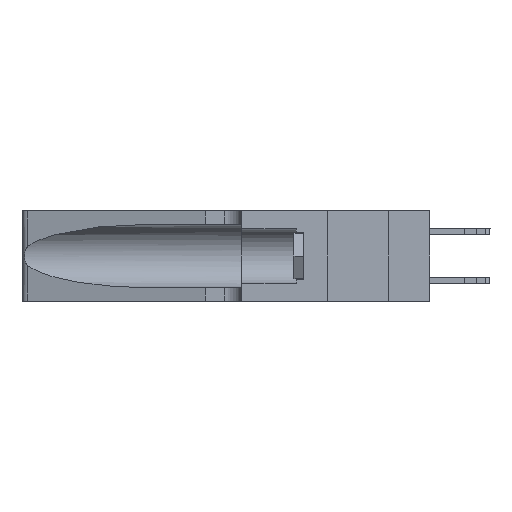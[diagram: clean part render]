
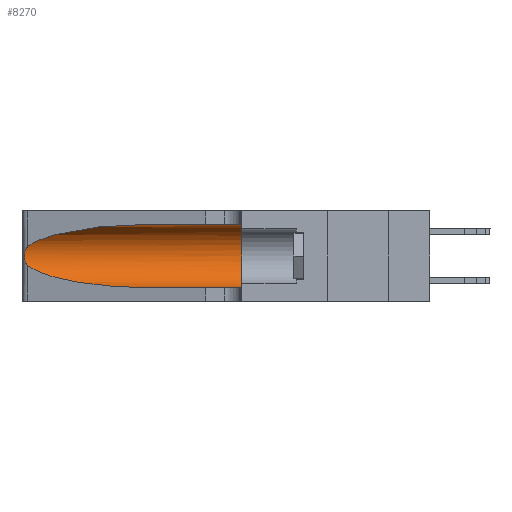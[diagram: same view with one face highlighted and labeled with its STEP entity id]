
A CAD part, left-side view. The second image highlights one B-rep face of the part: STEP entity #8270.
In plain terms, the highlighted cylindrical face has radius 3.308 mm (diameter 6.617 mm), a partial arc.
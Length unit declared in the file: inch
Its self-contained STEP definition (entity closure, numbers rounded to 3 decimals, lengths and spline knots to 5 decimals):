
#107 = EDGE_CURVE ( 'NONE', #9075, #10262, #815, .T. ) ;
#286 = CARTESIAN_POINT ( 'NONE',  ( 0.25487, 1.22718, 0.22369 ) ) ;
#434 = CYLINDRICAL_SURFACE ( 'NONE', #23202, 0.13025 ) ;
#815 = B_SPLINE_CURVE_WITH_KNOTS ( 'NONE', 3,
 ( #12259, #16362, #16276, #10577, #6434, #12431, #22074, #18433, #4629, #4543, #838, #20344, #10405, #2472 ),
 .UNSPECIFIED., .F., .F.,
 ( 4, 2, 2, 2, 2, 2, 4 ),
 ( 0., 0.00027, 0.00053, 0.00107, 0.0016, 0.00187, 0.00214 ),
 .UNSPECIFIED. ) ;
#838 = CARTESIAN_POINT ( 'NONE',  ( 0.25789, 1.23486, 0.15765 ) ) ;
#874 = ORIENTED_EDGE ( 'NONE', *, *, #13178, .T. ) ;
#1141 =( BOUNDED_CURVE ( )  B_SPLINE_CURVE ( 3, ( #4359, #2466, #10216, #286 ),
 .UNSPECIFIED., .F., .F. ) 
 B_SPLINE_CURVE_WITH_KNOTS ( ( 4, 4 ),
 ( 1.5708, 2.84003 ),
 .UNSPECIFIED. ) 
 CURVE ( )  GEOMETRIC_REPRESENTATION_ITEM ( )  RATIONAL_B_SPLINE_CURVE ( ( 1., 0.87, 0.87, 1. ) ) 
 REPRESENTATION_ITEM ( '' )  );
#1825 = VERTEX_POINT ( 'NONE', #21452 ) ;
#2076 = ORIENTED_EDGE ( 'NONE', *, *, #107, .T. ) ;
#2274 = CARTESIAN_POINT ( 'NONE',  ( 0.25487, 1.22718, 0.22369 ) ) ;
#2293 = EDGE_CURVE ( 'NONE', #19182, #23270, #23173, .T. ) ;
#2297 = CARTESIAN_POINT ( 'NONE',  ( 0.1305, 1.61858, 0.185 ) ) ;
#2430 = ORIENTED_EDGE ( 'NONE', *, *, #23630, .T. ) ;
#2466 = CARTESIAN_POINT ( 'NONE',  ( 0.18966, 0.96281, 0.31525 ) ) ;
#2472 = CARTESIAN_POINT ( 'NONE',  ( 0.25487, 1.22718, 0.14631 ) ) ;
#3019 = CARTESIAN_POINT ( 'NONE',  ( 0.1305, 0.72297, 0.05475 ) ) ;
#3744 = LINE ( 'NONE', #19793, #24012 ) ;
#3824 = DIRECTION ( 'NONE',  ( 0., -1., 0. ) ) ;
#4359 = CARTESIAN_POINT ( 'NONE',  ( 0.1305, 0.72297, 0.31525 ) ) ;
#4543 = CARTESIAN_POINT ( 'NONE',  ( 0.25856, 1.23593, 0.16098 ) ) ;
#4629 = CARTESIAN_POINT ( 'NONE',  ( 0.26017, 1.23833, 0.17102 ) ) ;
#5710 = FACE_OUTER_BOUND ( 'NONE', #14028, .T. ) ;
#5809 = ORIENTED_EDGE ( 'NONE', *, *, #11151, .F. ) ;
#6434 = CARTESIAN_POINT ( 'NONE',  ( 0.25854, 1.2359, 0.20912 ) ) ;
#7053 = ORIENTED_EDGE ( 'NONE', *, *, #2293, .F. ) ;
#7452 = CARTESIAN_POINT ( 'NONE',  ( 0.1305, 0.72297, 0.31525 ) ) ;
#7990 = CIRCLE ( 'NONE', #17442, 0.13025 ) ;
#8059 = DIRECTION ( 'NONE',  ( 0., -1., 0. ) ) ;
#8270 = ADVANCED_FACE ( 'NONE', ( #5710 ), #434, .F. ) ;
#8396 = VECTOR ( 'NONE', #3824, 39.37008 ) ;
#8565 = ORIENTED_EDGE ( 'NONE', *, *, #10607, .T. ) ;
#8581 = DIRECTION ( 'NONE',  ( 0., 1., 0. ) ) ;
#8978 = CARTESIAN_POINT ( 'NONE',  ( 0.2373, 1.15595, 0.08982 ) ) ;
#9075 = VERTEX_POINT ( 'NONE', #2274 ) ;
#10041 = DIRECTION ( 'NONE',  ( 0., -1., 0. ) ) ;
#10216 = CARTESIAN_POINT ( 'NONE',  ( 0.2373, 1.15595, 0.28018 ) ) ;
#10262 = VERTEX_POINT ( 'NONE', #17013 ) ;
#10405 = CARTESIAN_POINT ( 'NONE',  ( 0.25555, 1.22993, 0.14849 ) ) ;
#10577 = CARTESIAN_POINT ( 'NONE',  ( 0.25787, 1.23484, 0.2124 ) ) ;
#10607 = EDGE_CURVE ( 'NONE', #1825, #17866, #3744, .T. ) ;
#10799 = CARTESIAN_POINT ( 'NONE',  ( 0.25487, 1.22718, 0.14631 ) ) ;
#11151 = EDGE_CURVE ( 'NONE', #23270, #17866, #7990, .T. ) ;
#12259 = CARTESIAN_POINT ( 'NONE',  ( 0.25487, 1.22718, 0.22369 ) ) ;
#12431 = CARTESIAN_POINT ( 'NONE',  ( 0.26018, 1.23835, 0.19895 ) ) ;
#13178 = EDGE_CURVE ( 'NONE', #19182, #9075, #1141, .T. ) ;
#14028 = EDGE_LOOP ( 'NONE', ( #874, #2076, #2430, #8565, #5809, #7053 ) ) ;
#14796 = CARTESIAN_POINT ( 'NONE',  ( 0.18966, 0.96281, 0.05475 ) ) ;
#16276 = CARTESIAN_POINT ( 'NONE',  ( 0.25639, 1.23184, 0.21858 ) ) ;
#16361 = CARTESIAN_POINT ( 'NONE',  ( 0.1305, 0.35, 0.185 ) ) ;
#16362 = CARTESIAN_POINT ( 'NONE',  ( 0.25555, 1.22994, 0.2215 ) ) ;
#17013 = CARTESIAN_POINT ( 'NONE',  ( 0.25487, 1.22718, 0.14631 ) ) ;
#17406 = CARTESIAN_POINT ( 'NONE',  ( 0.1305, 0.35, 0.31525 ) ) ;
#17442 = AXIS2_PLACEMENT_3D ( 'NONE', #16361, #8581, #22758 ) ;
#17773 = CARTESIAN_POINT ( 'NONE',  ( 0.1305, 1.61858, 0.31525 ) ) ;
#17866 = VERTEX_POINT ( 'NONE', #24652 ) ;
#18433 = CARTESIAN_POINT ( 'NONE',  ( 0.26075, 1.23896, 0.178 ) ) ;
#19182 = VERTEX_POINT ( 'NONE', #7452 ) ;
#19793 = CARTESIAN_POINT ( 'NONE',  ( 0.1305, 1.61858, 0.05475 ) ) ;
#20306 =( BOUNDED_CURVE ( )  B_SPLINE_CURVE ( 3, ( #10799, #8978, #14796, #3019 ),
 .UNSPECIFIED., .F., .F. ) 
 B_SPLINE_CURVE_WITH_KNOTS ( ( 4, 4 ),
 ( 3.44316, 4.71239 ),
 .UNSPECIFIED. ) 
 CURVE ( )  GEOMETRIC_REPRESENTATION_ITEM ( )  RATIONAL_B_SPLINE_CURVE ( ( 1., 0.87, 0.87, 1. ) ) 
 REPRESENTATION_ITEM ( '' )  );
#20344 = CARTESIAN_POINT ( 'NONE',  ( 0.25639, 1.23186, 0.15144 ) ) ;
#21452 = CARTESIAN_POINT ( 'NONE',  ( 0.1305, 0.72297, 0.05475 ) ) ;
#21816 = DIRECTION ( 'NONE',  ( 0., 0., -1. ) ) ;
#22074 = CARTESIAN_POINT ( 'NONE',  ( 0.26075, 1.23896, 0.19203 ) ) ;
#22758 = DIRECTION ( 'NONE',  ( 0., 0., 1. ) ) ;
#23173 = LINE ( 'NONE', #17773, #8396 ) ;
#23202 = AXIS2_PLACEMENT_3D ( 'NONE', #2297, #8059, #21816 ) ;
#23270 = VERTEX_POINT ( 'NONE', #17406 ) ;
#23630 = EDGE_CURVE ( 'NONE', #10262, #1825, #20306, .T. ) ;
#24012 = VECTOR ( 'NONE', #10041, 39.37008 ) ;
#24652 = CARTESIAN_POINT ( 'NONE',  ( 0.1305, 0.35, 0.05475 ) ) ;
